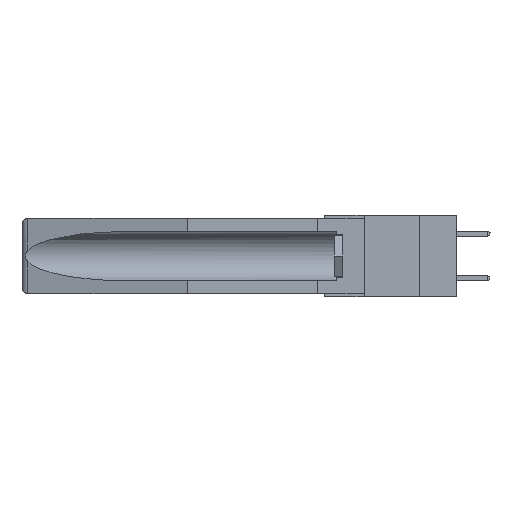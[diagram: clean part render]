
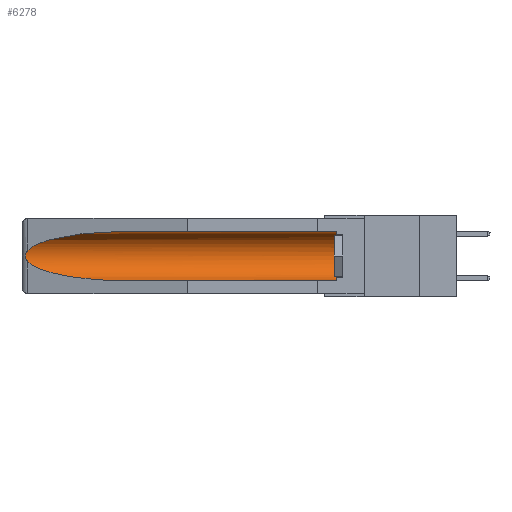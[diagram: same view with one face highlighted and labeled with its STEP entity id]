
A CAD part, left-side view. The second image highlights one B-rep face of the part: STEP entity #6278.
In plain terms, the highlighted cylindrical face has radius 2.857 mm (diameter 5.715 mm), a partial arc.
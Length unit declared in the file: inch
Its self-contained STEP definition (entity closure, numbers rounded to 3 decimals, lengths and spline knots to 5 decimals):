
#391 = ORIENTED_EDGE ( 'NONE', *, *, #19704, .T. ) ;
#948 = EDGE_CURVE ( 'NONE', #11038, #12957, #10667, .T. ) ;
#1331 = CIRCLE ( 'NONE', #12400, 0.1125 ) ;
#1394 = DIRECTION ( 'NONE',  ( 0., 1., 0. ) ) ;
#1795 = CARTESIAN_POINT ( 'NONE',  ( 0.155, 0.126, -0.059 ) ) ;
#1883 = FACE_OUTER_BOUND ( 'NONE', #18439, .T. ) ;
#2049 = VERTEX_POINT ( 'NONE', #19954 ) ;
#2481 = CARTESIAN_POINT ( 'NONE',  ( 0.26597, 1.5296, -0.19026 ) ) ;
#3751 = VECTOR ( 'NONE', #1394, 39.37008 ) ;
#4431 = LINE ( 'NONE', #6756, #19148 ) ;
#4541 = EDGE_CURVE ( 'NONE', #5703, #12957, #9337, .T. ) ;
#4558 = CARTESIAN_POINT ( 'NONE',  ( 0.26655, 1.53094, -0.18657 ) ) ;
#4858 = B_SPLINE_CURVE_WITH_KNOTS ( 'NONE', 3,
 ( #8456, #12248, #17805, #23945, #6348, #15969, #19759, #4558, #2481, #8284 ),
 .UNSPECIFIED., .F., .F.,
 ( 4, 2, 2, 2, 4 ),
 ( 0., 0.00029, 0.00058, 0.00087, 0.00117 ),
 .UNSPECIFIED. ) ;
#5357 = CARTESIAN_POINT ( 'NONE',  ( 0.155, -0.30754, -0.1715 ) ) ;
#5442 = DIRECTION ( 'NONE',  ( 0., -1., 0. ) ) ;
#5628 = DIRECTION ( 'NONE',  ( 0., 0., 1. ) ) ;
#5693 = ORIENTED_EDGE ( 'NONE', *, *, #9711, .T. ) ;
#5703 = VERTEX_POINT ( 'NONE', #24546 ) ;
#6278 = ADVANCED_FACE ( 'NONE', ( #1883 ), #21697, .F. ) ;
#6348 = CARTESIAN_POINT ( 'NONE',  ( 0.2675, 1.53308, -0.16763 ) ) ;
#6756 = CARTESIAN_POINT ( 'NONE',  ( 0.155, -0.30754, -0.059 ) ) ;
#7591 = CARTESIAN_POINT ( 'NONE',  ( 0.26537, 1.52718, -0.14972 ) ) ;
#7635 = CARTESIAN_POINT ( 'NONE',  ( 0.26537, 1.52718, -0.19328 ) ) ;
#7942 =( BOUNDED_CURVE ( )  B_SPLINE_CURVE ( 3, ( #13110, #20817, #23168, #7591 ),
 .UNSPECIFIED., .F., .F. ) 
 B_SPLINE_CURVE_WITH_KNOTS ( ( 4, 4 ),
 ( 4.71239, 6.08839 ),
 .UNSPECIFIED. ) 
 CURVE ( )  GEOMETRIC_REPRESENTATION_ITEM ( )  RATIONAL_B_SPLINE_CURVE ( ( 1., 0.848, 0.848, 1. ) ) 
 REPRESENTATION_ITEM ( '' )  );
#8284 = CARTESIAN_POINT ( 'NONE',  ( 0.26537, 1.52718, -0.19328 ) ) ;
#8456 = CARTESIAN_POINT ( 'NONE',  ( 0.26537, 1.52718, -0.14972 ) ) ;
#9060 = CARTESIAN_POINT ( 'NONE',  ( 0.155, 0.126, -0.284 ) ) ;
#9337 =( BOUNDED_CURVE ( )  B_SPLINE_CURVE ( 3, ( #7635, #13325, #21049, #11515 ),
 .UNSPECIFIED., .F., .F. ) 
 B_SPLINE_CURVE_WITH_KNOTS ( ( 4, 4 ),
 ( 0.1948, 1.5708 ),
 .UNSPECIFIED. ) 
 CURVE ( )  GEOMETRIC_REPRESENTATION_ITEM ( )  RATIONAL_B_SPLINE_CURVE ( ( 1., 0.848, 0.848, 1. ) ) 
 REPRESENTATION_ITEM ( '' )  );
#9418 = EDGE_CURVE ( 'NONE', #2049, #20768, #7942, .T. ) ;
#9425 = VERTEX_POINT ( 'NONE', #1795 ) ;
#9531 = ORIENTED_EDGE ( 'NONE', *, *, #9418, .T. ) ;
#9711 = EDGE_CURVE ( 'NONE', #20768, #5703, #4858, .T. ) ;
#10147 = CARTESIAN_POINT ( 'NONE',  ( 0.26537, 1.52718, -0.14972 ) ) ;
#10667 = LINE ( 'NONE', #22682, #3751 ) ;
#11038 = VERTEX_POINT ( 'NONE', #9060 ) ;
#11515 = CARTESIAN_POINT ( 'NONE',  ( 0.155, 1.07973, -0.284 ) ) ;
#12248 = CARTESIAN_POINT ( 'NONE',  ( 0.26597, 1.52961, -0.15275 ) ) ;
#12400 = AXIS2_PLACEMENT_3D ( 'NONE', #17102, #5442, #5628 ) ;
#12957 = VERTEX_POINT ( 'NONE', #16457 ) ;
#12999 = DIRECTION ( 'NONE',  ( 0., 0., 1. ) ) ;
#13002 = ORIENTED_EDGE ( 'NONE', *, *, #23884, .T. ) ;
#13110 = CARTESIAN_POINT ( 'NONE',  ( 0.155, 1.07973, -0.059 ) ) ;
#13325 = CARTESIAN_POINT ( 'NONE',  ( 0.25451, 1.48313, -0.24835 ) ) ;
#15302 = ORIENTED_EDGE ( 'NONE', *, *, #948, .F. ) ;
#15969 = CARTESIAN_POINT ( 'NONE',  ( 0.2675, 1.53308, -0.17534 ) ) ;
#16457 = CARTESIAN_POINT ( 'NONE',  ( 0.155, 1.07973, -0.284 ) ) ;
#17102 = CARTESIAN_POINT ( 'NONE',  ( 0.155, 0.126, -0.1715 ) ) ;
#17805 = CARTESIAN_POINT ( 'NONE',  ( 0.26654, 1.53092, -0.15636 ) ) ;
#18439 = EDGE_LOOP ( 'NONE', ( #9531, #5693, #20591, #15302, #391, #13002 ) ) ;
#19148 = VECTOR ( 'NONE', #22031, 39.37008 ) ;
#19412 = AXIS2_PLACEMENT_3D ( 'NONE', #5357, #20541, #12999 ) ;
#19704 = EDGE_CURVE ( 'NONE', #11038, #9425, #1331, .T. ) ;
#19759 = CARTESIAN_POINT ( 'NONE',  ( 0.2673, 1.53269, -0.17917 ) ) ;
#19954 = CARTESIAN_POINT ( 'NONE',  ( 0.155, 1.07973, -0.059 ) ) ;
#20541 = DIRECTION ( 'NONE',  ( 0., 1., 0. ) ) ;
#20591 = ORIENTED_EDGE ( 'NONE', *, *, #4541, .T. ) ;
#20768 = VERTEX_POINT ( 'NONE', #10147 ) ;
#20817 = CARTESIAN_POINT ( 'NONE',  ( 0.21114, 1.30732, -0.059 ) ) ;
#21049 = CARTESIAN_POINT ( 'NONE',  ( 0.21114, 1.30732, -0.284 ) ) ;
#21697 = CYLINDRICAL_SURFACE ( 'NONE', #19412, 0.1125 ) ;
#22031 = DIRECTION ( 'NONE',  ( 0., 1., 0. ) ) ;
#22682 = CARTESIAN_POINT ( 'NONE',  ( 0.155, -0.30754, -0.284 ) ) ;
#23168 = CARTESIAN_POINT ( 'NONE',  ( 0.25451, 1.48313, -0.09465 ) ) ;
#23884 = EDGE_CURVE ( 'NONE', #9425, #2049, #4431, .T. ) ;
#23945 = CARTESIAN_POINT ( 'NONE',  ( 0.2673, 1.5327, -0.16383 ) ) ;
#24546 = CARTESIAN_POINT ( 'NONE',  ( 0.26537, 1.52718, -0.19328 ) ) ;
